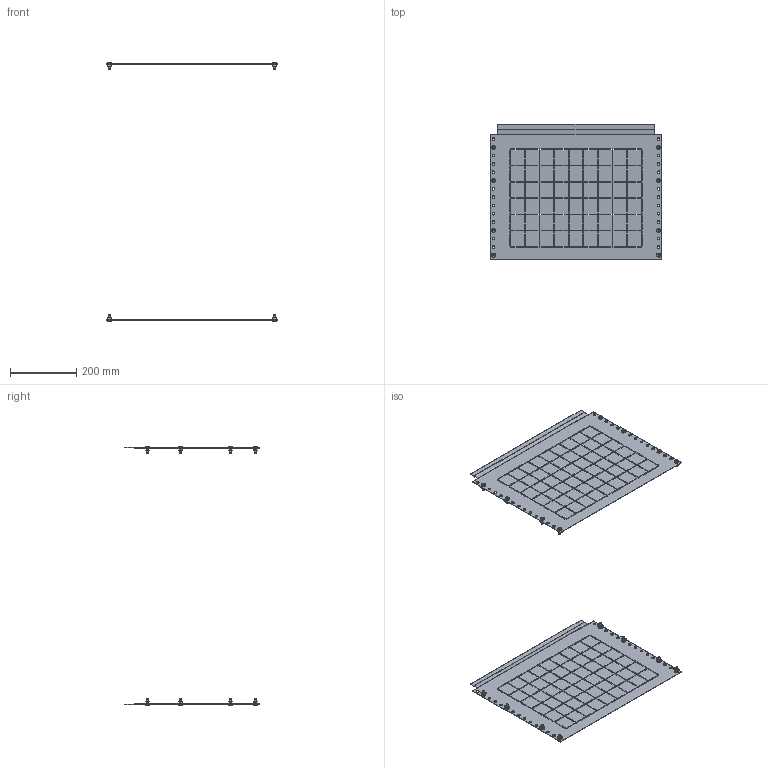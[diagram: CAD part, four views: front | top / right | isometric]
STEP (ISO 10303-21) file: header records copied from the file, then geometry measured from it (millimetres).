
FILE_DESCRIPTION (( 'STEP AP214' ), '1' );
FILE_NAME ('PCV46 Ïàíåëü áîêîâàÿ.STEP', '2018-07-30T13:20:11', ( '' ), ( '' ), 'SwSTEP 2.0', 'SolidWorks 2017', '' );
FILE_SCHEMA (( 'AUTOMOTIVE_DESIGN' ));
Length unit declared in the file: millimetre
Products named in the file (4): PCV46 Ïàíåëü áîêîâàÿ; Âèíò Ì6 DIN 7985_6å16; Ãàéêà êëåòåâàÿ Ì6_3À; AVT001.15.00.25 Ïàíåëü áîêîâàÿ_00
Assembly tree (34 placements, depth 2):
  PCV46 Ïàíåëü áîêîâàÿ
    AVT001.15.00.25 Ïàíåëü áîêîâàÿ_00  x2
    Ãàéêà êëåòåâàÿ Ì6_3À  x16
    Âèíò Ì6 DIN 7985_6å16  x16
Bounding box: 516 x 407 x 782.58 mm (x, y, z)
Volume: 495701.7 mm3; surface area: 847163 mm2
Topology: 34 solids, 34 shells, 2420 faces, 6752 edges, 4416 vertices
Faces by surface type: plane 1844, cylinder 512, cone 32, sphere 32
Entity records: 22462 total; most frequent: CARTESIAN_POINT 3968, ORIENTED_EDGE 3840, DIRECTION 3448, EDGE_CURVE 1920, LINE 1724, VECTOR 1724, VERTEX_POINT 1270, EDGE_LOOP 966
